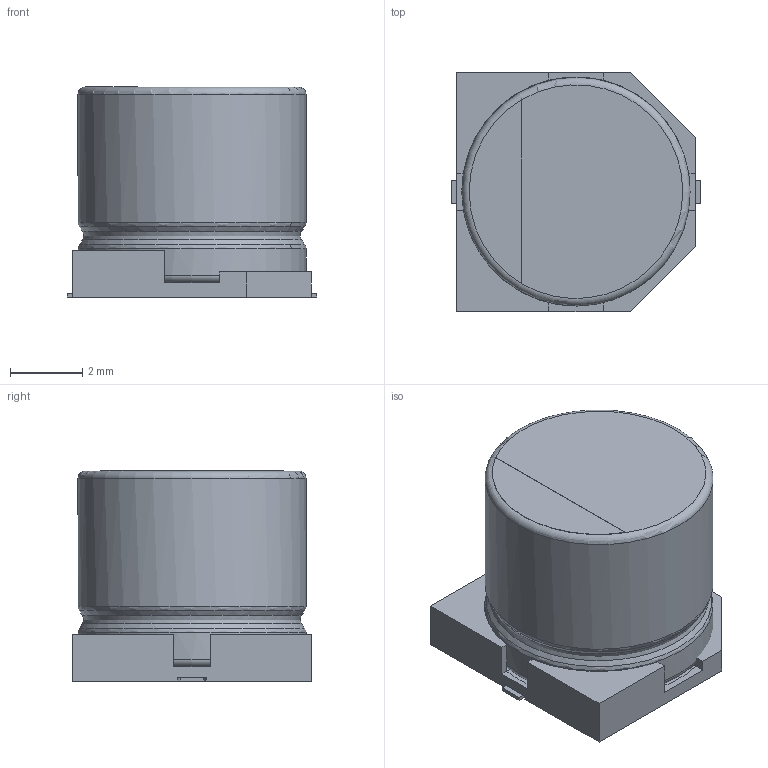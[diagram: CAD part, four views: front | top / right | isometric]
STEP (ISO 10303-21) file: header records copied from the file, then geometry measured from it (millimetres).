
FILE_DESCRIPTION(('FreeCAD Model'),'2;1');
FILE_NAME('panasonic_d.stp','2015-04-11T10:42:17',( 'FreeCAD'),('FreeCAD'),'Open CASCADE STEP processor 6.7','FreeCAD', 'Unknown');
FILE_SCHEMA(('AUTOMOTIVE_DESIGN_CC2 { 1 2 10303 214 -1 1 5 4 }'));
Length unit declared in the file: millimetre
Products named in the file (4): Pad001; Fillet002_(Mirror_#1); Fillet002; Chamfer
Bounding box: 6.9 x 6.6 x 5.81 mm (x, y, z)
Volume: 186.7 mm3; surface area: 291.3 mm2
Topology: 4 solids, 4 shells, 83 faces, 204 edges, 126 vertices
Faces by surface type: plane 59, cylinder 17, bspline 3, torus 2, cone 2
Full cylindrical faces by diameter (mm): 0.8 x2, 5 x1, 6.3 x2
Entity records: 5511 total; most frequent: CARTESIAN_POINT 1401, DIRECTION 686, ORIENTED_EDGE 408, PCURVE 408, DEFINITIONAL_REPRESENTATION 408, LINE 400, VECTOR 400, EDGE_CURVE 204
